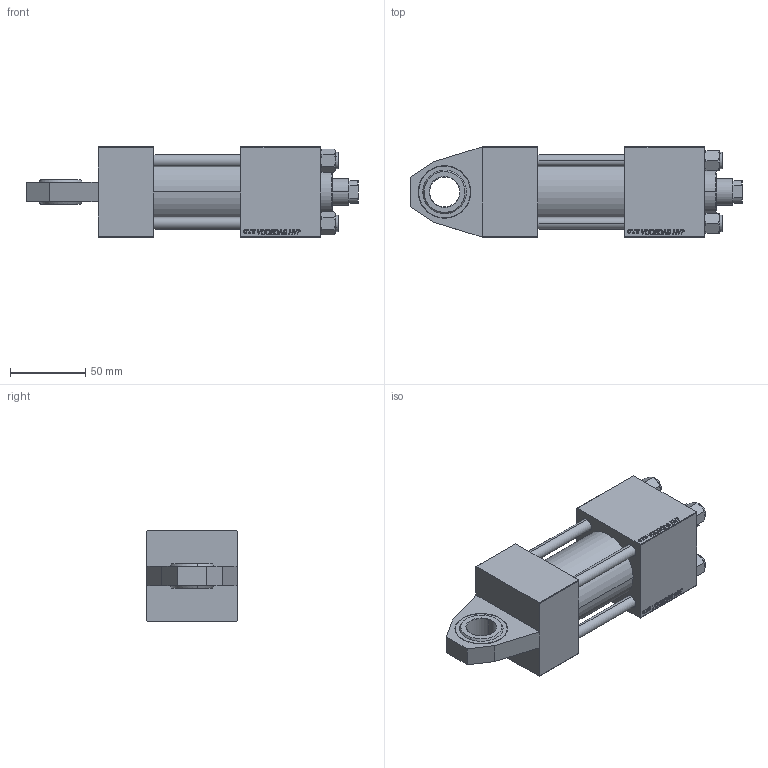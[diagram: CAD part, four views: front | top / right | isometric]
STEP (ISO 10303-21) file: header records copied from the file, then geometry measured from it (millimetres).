
FILE_DESCRIPTION (( 'STEP AP203' ), '1' );
FILE_NAME ('7152.STEP', '2022-04-14T21:11:55', ( '' ), ( '' ), 'SwSTEP 2.0', 'SolidWorks 2019', '' );
FILE_SCHEMA (( 'CONFIG_CONTROL_DESIGN' ));
Length unit declared in the file: millimetre
Products named in the file (7): V215CR_VCP_J e7c1f466b8e8a7517b4057784fd4e13c; V215CR_J_VNITRNI_KROUZEK e7c1f466b8e8a7517b4057784fd4e13c; V215_VC_A e7c1f466b8e8a7517b4057784fd4e13c; V215CR_TYCINKA_J e7c1f466b8e8a7517b4057784fd4e13c; 7152; NUT_M5_J e7c1f466b8e8a7517b4057784fd4e13c; V215CR_J_Body e7c1f466b8e8a7517b4057784fd4e13c
Assembly tree (12 placements, depth 2):
  7152
    V215CR_J_Body e7c1f466b8e8a7517b4057784fd4e13c
    V215CR_J_VNITRNI_KROUZEK e7c1f466b8e8a7517b4057784fd4e13c
    V215CR_VCP_J e7c1f466b8e8a7517b4057784fd4e13c
    V215CR_TYCINKA_J e7c1f466b8e8a7517b4057784fd4e13c  x4
    NUT_M5_J e7c1f466b8e8a7517b4057784fd4e13c  x4
    V215_VC_A e7c1f466b8e8a7517b4057784fd4e13c
Bounding box: 221 x 60 x 60 mm (x, y, z)
Volume: 427807.5 mm3; surface area: 114597.8 mm2
Topology: 12 solids, 12 shells, 1145 faces, 2868 edges, 1859 vertices
Faces by surface type: plane 516, bspline 392, cone 128, cylinder 89, torus 20
Entity records: 50261 total; most frequent: CARTESIAN_POINT 27088, ORIENTED_EDGE 5228, DIRECTION 3316, EDGE_CURVE 2614, VERTEX_POINT 1715, VECTOR 1558, LINE 1558, EDGE_LOOP 1153
